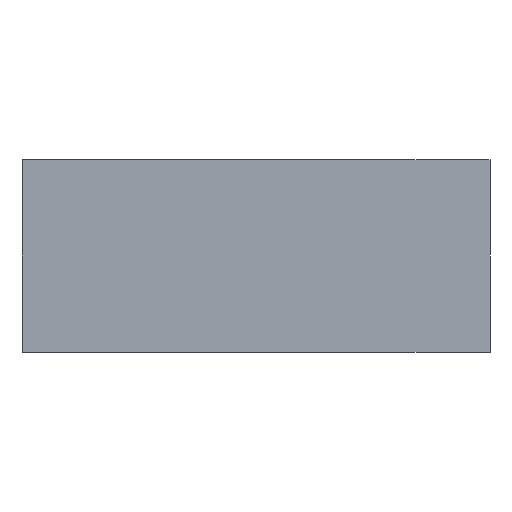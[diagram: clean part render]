
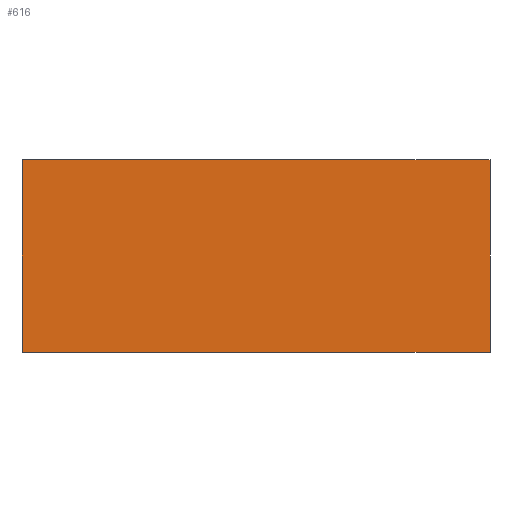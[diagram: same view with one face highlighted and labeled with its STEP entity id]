
A CAD part, front view. The second image highlights one B-rep face of the part: STEP entity #616.
In plain terms, the highlighted planar face has unit normal (0, -1, 0).
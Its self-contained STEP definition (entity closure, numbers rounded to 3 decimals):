
#49=PLANE('',#671);
#80=FACE_OUTER_BOUND('',#120,.T.);
#120=EDGE_LOOP('',(#577,#578,#579,#580));
#174=LINE('',#961,#247);
#187=LINE('',#987,#260);
#190=LINE('',#992,#263);
#193=LINE('',#996,#266);
#247=VECTOR('',#789,10.);
#260=VECTOR('',#814,10.);
#263=VECTOR('',#819,10.);
#266=VECTOR('',#824,10.);
#322=VERTEX_POINT('',#958);
#323=VERTEX_POINT('',#960);
#330=VERTEX_POINT('',#986);
#331=VERTEX_POINT('',#991);
#395=EDGE_CURVE('',#323,#322,#174,.T.);
#408=EDGE_CURVE('',#330,#323,#187,.T.);
#411=EDGE_CURVE('',#322,#331,#190,.T.);
#414=EDGE_CURVE('',#331,#330,#193,.T.);
#577=ORIENTED_EDGE('',*,*,#414,.T.);
#578=ORIENTED_EDGE('',*,*,#408,.T.);
#579=ORIENTED_EDGE('',*,*,#395,.T.);
#580=ORIENTED_EDGE('',*,*,#411,.T.);
#616=ADVANCED_FACE('',(#80),#49,.F.);
#671=AXIS2_PLACEMENT_3D('',#998,#827,#828);
#789=DIRECTION('',(1.,0.,0.));
#814=DIRECTION('',(0.,0.,-1.));
#819=DIRECTION('',(0.,0.,1.));
#824=DIRECTION('',(-1.,0.,0.));
#827=DIRECTION('center_axis',(0.,1.,0.));
#828=DIRECTION('ref_axis',(1.,0.,0.));
#958=CARTESIAN_POINT('',(56.,0.,0.));
#960=CARTESIAN_POINT('',(0.,0.,0.));
#961=CARTESIAN_POINT('',(0.,0.,0.));
#986=CARTESIAN_POINT('',(0.,0.,23.));
#987=CARTESIAN_POINT('',(0.,0.,23.));
#991=CARTESIAN_POINT('',(56.,0.,23.));
#992=CARTESIAN_POINT('',(56.,0.,0.));
#996=CARTESIAN_POINT('',(56.,0.,23.));
#998=CARTESIAN_POINT('Origin',(28.,0.,11.5));
